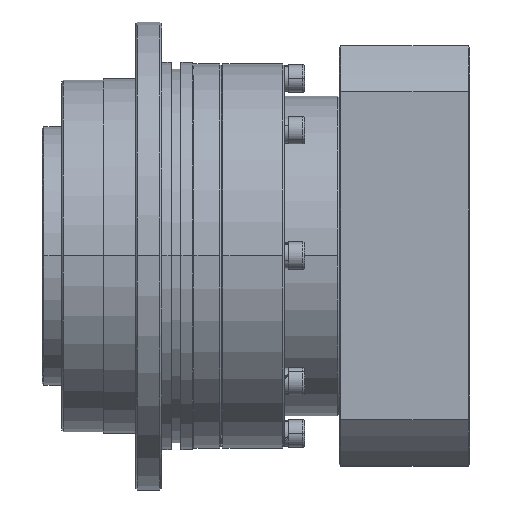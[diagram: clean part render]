
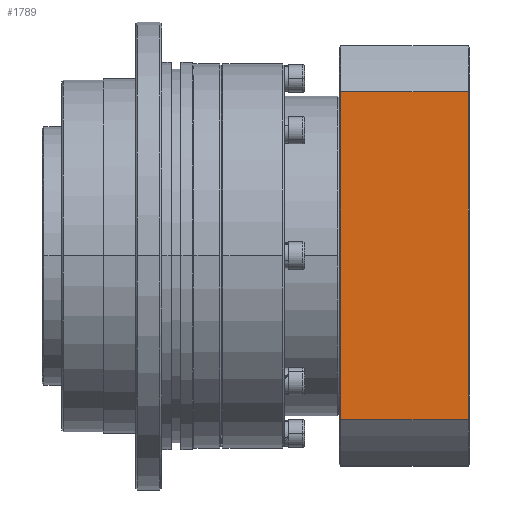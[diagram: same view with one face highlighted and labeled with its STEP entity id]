
A CAD part, top view. The second image highlights one B-rep face of the part: STEP entity #1789.
In plain terms, the highlighted planar face has unit normal (0, 0, 1).
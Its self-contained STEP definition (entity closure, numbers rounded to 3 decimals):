
#536 = VECTOR ( 'NONE', #9901, 1000. ) ;
#917 = ORIENTED_EDGE ( 'NONE', *, *, #8283, .T. ) ;
#1146 = FACE_OUTER_BOUND ( 'NONE', #4520, .T. ) ;
#1789 = ADVANCED_FACE ( 'NONE', ( #1146 ), #3124, .T. ) ;
#1850 = CARTESIAN_POINT ( 'NONE',  ( 40., -50.806, 65. ) ) ;
#3048 = VERTEX_POINT ( 'NONE', #13195 ) ;
#3124 = PLANE ( 'NONE',  #13055 ) ;
#3490 = CARTESIAN_POINT ( 'NONE',  ( 0.5, -50.806, 65. ) ) ;
#3684 = CARTESIAN_POINT ( 'NONE',  ( 40., 49.99, 65. ) ) ;
#3936 = DIRECTION ( 'NONE',  ( 1., 0., 0. ) ) ;
#3960 = LINE ( 'NONE', #7115, #20082 ) ;
#4053 = ORIENTED_EDGE ( 'NONE', *, *, #5774, .T. ) ;
#4520 = EDGE_LOOP ( 'NONE', ( #18980, #9616, #917, #4053 ) ) ;
#4700 = CARTESIAN_POINT ( 'NONE',  ( 0., -65., 65. ) ) ;
#5395 = LINE ( 'NONE', #9128, #15859 ) ;
#5500 = CARTESIAN_POINT ( 'NONE',  ( 0., -50.806, 65. ) ) ;
#5774 = EDGE_CURVE ( 'NONE', #15756, #3048, #8380, .T. ) ;
#6536 = EDGE_CURVE ( 'NONE', #14384, #8103, #3960, .T. ) ;
#7115 = CARTESIAN_POINT ( 'NONE',  ( 0.5, -49.99, 65. ) ) ;
#7820 = DIRECTION ( 'NONE',  ( 1., 0., 0. ) ) ;
#8103 = VERTEX_POINT ( 'NONE', #3490 ) ;
#8283 = EDGE_CURVE ( 'NONE', #8103, #15756, #17839, .T. ) ;
#8380 = LINE ( 'NONE', #3684, #536 ) ;
#9128 = CARTESIAN_POINT ( 'NONE',  ( 0., 50.806, 65. ) ) ;
#9616 = ORIENTED_EDGE ( 'NONE', *, *, #6536, .T. ) ;
#9901 = DIRECTION ( 'NONE',  ( 0., 1., 0. ) ) ;
#13055 = AXIS2_PLACEMENT_3D ( 'NONE', #4700, #17159, #7820 ) ;
#13195 = CARTESIAN_POINT ( 'NONE',  ( 40., 50.806, 65. ) ) ;
#13385 = DIRECTION ( 'NONE',  ( 0., -1., 0. ) ) ;
#14384 = VERTEX_POINT ( 'NONE', #17069 ) ;
#15240 = DIRECTION ( 'NONE',  ( -1., 0., 0. ) ) ;
#15756 = VERTEX_POINT ( 'NONE', #1850 ) ;
#15859 = VECTOR ( 'NONE', #15240, 1000. ) ;
#16851 = EDGE_CURVE ( 'NONE', #3048, #14384, #5395, .T. ) ;
#17069 = CARTESIAN_POINT ( 'NONE',  ( 0.5, 50.806, 65. ) ) ;
#17159 = DIRECTION ( 'NONE',  ( 0., 0., 1. ) ) ;
#17839 = LINE ( 'NONE', #5500, #18803 ) ;
#18803 = VECTOR ( 'NONE', #3936, 1000. ) ;
#18980 = ORIENTED_EDGE ( 'NONE', *, *, #16851, .T. ) ;
#20082 = VECTOR ( 'NONE', #13385, 1000. ) ;
